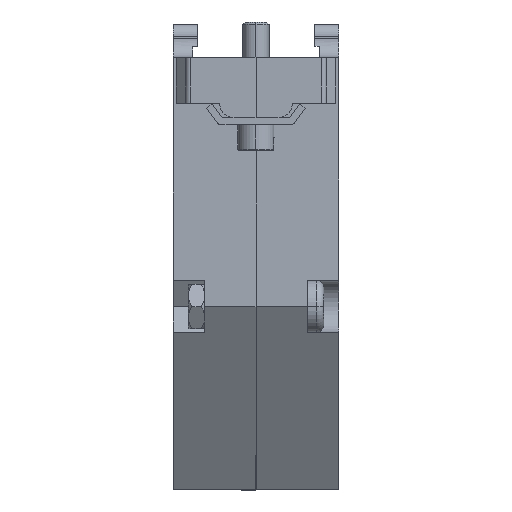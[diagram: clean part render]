
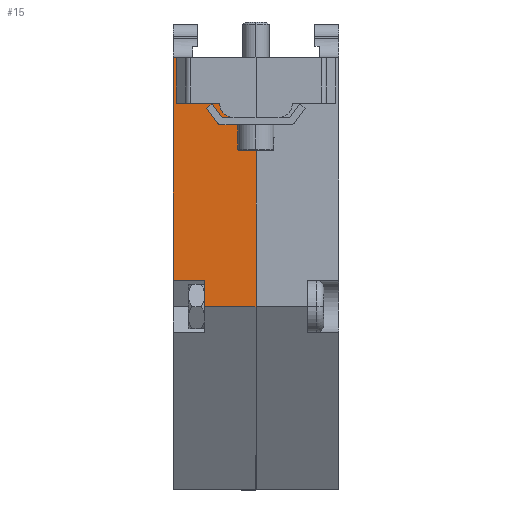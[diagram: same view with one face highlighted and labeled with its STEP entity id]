
A CAD part, left-side view. The second image highlights one B-rep face of the part: STEP entity #15.
In plain terms, the highlighted planar face has unit normal (-1, 0, 0).
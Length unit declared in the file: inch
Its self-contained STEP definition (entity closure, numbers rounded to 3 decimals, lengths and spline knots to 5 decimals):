
#8 = EDGE_CURVE ( 'NONE', #14, #7321, #2045, .T. ) ;
#10 = ORIENTED_EDGE ( 'NONE', *, *, #8, .T. ) ;
#14 = VERTEX_POINT ( 'NONE', #2092 ) ;
#15 = ADVANCED_FACE ( 'NONE', ( #2091 ), #2090, .F. ) ;
#17 = EDGE_CURVE ( 'NONE', #7090, #269, #2085, .T. ) ;
#128 = EDGE_CURVE ( 'NONE', #186, #14, #2288, .T. ) ;
#186 = VERTEX_POINT ( 'NONE', #2335 ) ;
#224 = VERTEX_POINT ( 'NONE', #2415 ) ;
#225 = ORIENTED_EDGE ( 'NONE', *, *, #233, .F. ) ;
#227 = VERTEX_POINT ( 'NONE', #2414 ) ;
#228 = ORIENTED_EDGE ( 'NONE', *, *, #232, .F. ) ;
#229 = VERTEX_POINT ( 'NONE', #2413 ) ;
#230 = EDGE_CURVE ( 'NONE', #7321, #224, #2412, .T. ) ;
#231 = ORIENTED_EDGE ( 'NONE', *, *, #235, .F. ) ;
#232 = EDGE_CURVE ( 'NONE', #229, #224, #2408, .T. ) ;
#233 = EDGE_CURVE ( 'NONE', #227, #229, #2404, .T. ) ;
#234 = ORIENTED_EDGE ( 'NONE', *, *, #7156, .F. ) ;
#235 = EDGE_CURVE ( 'NONE', #7098, #227, #2403, .T. ) ;
#236 = ORIENTED_EDGE ( 'NONE', *, *, #17, .T. ) ;
#237 = ORIENTED_EDGE ( 'NONE', *, *, #238, .T. ) ;
#238 = EDGE_CURVE ( 'NONE', #264, #186, #2459, .T. ) ;
#239 = ORIENTED_EDGE ( 'NONE', *, *, #281, .T. ) ;
#264 = VERTEX_POINT ( 'NONE', #2475 ) ;
#269 = VERTEX_POINT ( 'NONE', #2464 ) ;
#281 = EDGE_CURVE ( 'NONE', #269, #264, #2507, .T. ) ;
#2042 = DIRECTION ( 'NONE',  ( 0., 1., 0. ) ) ;
#2043 = VECTOR ( 'NONE', #2042, 39.37008 ) ;
#2044 = CARTESIAN_POINT ( 'NONE',  ( -0.81, 0.1235, 0.62045 ) ) ;
#2045 = LINE ( 'NONE', #2044, #2043 ) ;
#2082 = DIRECTION ( 'NONE',  ( 0., -1., 0. ) ) ;
#2083 = VECTOR ( 'NONE', #2082, 39.37008 ) ;
#2084 = CARTESIAN_POINT ( 'NONE',  ( -0.81, 0.1765, -0.245 ) ) ;
#2085 = LINE ( 'NONE', #2084, #2083 ) ;
#2086 = DIRECTION ( 'NONE',  ( 0., 0., -1. ) ) ;
#2087 = DIRECTION ( 'NONE',  ( 1., 0., 0. ) ) ;
#2088 = CARTESIAN_POINT ( 'NONE',  ( -0.81, 0.1765, -0.245 ) ) ;
#2089 = AXIS2_PLACEMENT_3D ( 'NONE', #2088, #2087, #2086 ) ;
#2090 = PLANE ( 'NONE',  #2089 ) ;
#2091 = FACE_OUTER_BOUND ( 'NONE', #7318, .T. ) ;
#2092 = CARTESIAN_POINT ( 'NONE',  ( -0.81, -0.0204, 0.62048 ) ) ;
#2285 = DIRECTION ( 'NONE',  ( 0., 0., 1. ) ) ;
#2286 = DIRECTION ( 'NONE',  ( 1., 0., 0. ) ) ;
#2287 = AXIS2_PLACEMENT_3D ( 'NONE', #2295, #2286, #2285 ) ;
#2288 = CIRCLE ( 'NONE', #2287, 0.06308 ) ;
#2295 = CARTESIAN_POINT ( 'NONE',  ( -0.81, -0.08345, 0.62268 ) ) ;
#2335 = CARTESIAN_POINT ( 'NONE',  ( -0.81, -0.08345, 0.5596 ) ) ;
#2400 = DIRECTION ( 'NONE',  ( 0., 0., 1. ) ) ;
#2401 = VECTOR ( 'NONE', #2400, 39.37008 ) ;
#2402 = CARTESIAN_POINT ( 'NONE',  ( -0.81, 0.1765, -0.245 ) ) ;
#2403 = LINE ( 'NONE', #2462, #2461 ) ;
#2404 = LINE ( 'NONE', #2402, #2401 ) ;
#2405 = DIRECTION ( 'NONE',  ( 0., -1., 0. ) ) ;
#2406 = VECTOR ( 'NONE', #2405, 39.37008 ) ;
#2407 = CARTESIAN_POINT ( 'NONE',  ( -0.81, 0.1765, 0.81545 ) ) ;
#2408 = LINE ( 'NONE', #2407, #2406 ) ;
#2409 = DIRECTION ( 'NONE',  ( 0., 0., 1. ) ) ;
#2410 = VECTOR ( 'NONE', #2409, 39.37008 ) ;
#2411 = CARTESIAN_POINT ( 'NONE',  ( -0.81, 0.1635, -0.245 ) ) ;
#2412 = LINE ( 'NONE', #2411, #2410 ) ;
#2413 = CARTESIAN_POINT ( 'NONE',  ( -0.81, 0.1765, 0.81545 ) ) ;
#2414 = CARTESIAN_POINT ( 'NONE',  ( -0.81, 0.1765, -0.1335 ) ) ;
#2415 = CARTESIAN_POINT ( 'NONE',  ( -0.81, 0.1635, 0.81545 ) ) ;
#2456 = DIRECTION ( 'NONE',  ( 0., 1., 0. ) ) ;
#2457 = VECTOR ( 'NONE', #2456, 39.37008 ) ;
#2458 = CARTESIAN_POINT ( 'NONE',  ( -0.81, -0.08345, 0.5596 ) ) ;
#2459 = LINE ( 'NONE', #2458, #2457 ) ;
#2460 = DIRECTION ( 'NONE',  ( 0., 1., 0. ) ) ;
#2461 = VECTOR ( 'NONE', #2460, 39.37008 ) ;
#2462 = CARTESIAN_POINT ( 'NONE',  ( -0.81, 0.0415, -0.1335 ) ) ;
#2464 = CARTESIAN_POINT ( 'NONE',  ( -0.81, -0.1765, -0.245 ) ) ;
#2475 = CARTESIAN_POINT ( 'NONE',  ( -0.81, -0.1765, 0.5596 ) ) ;
#2504 = DIRECTION ( 'NONE',  ( 0., 0., 1. ) ) ;
#2505 = VECTOR ( 'NONE', #2504, 39.37008 ) ;
#2506 = CARTESIAN_POINT ( 'NONE',  ( -0.81, -0.1765, -0.245 ) ) ;
#2507 = LINE ( 'NONE', #2506, #2505 ) ;
#5673 = CARTESIAN_POINT ( 'NONE',  ( -0.81, 0.0415, -0.1335 ) ) ;
#5678 = CARTESIAN_POINT ( 'NONE',  ( -0.81, 0.0415, -0.245 ) ) ;
#5720 = DIRECTION ( 'NONE',  ( 0., 0., 1. ) ) ;
#5721 = VECTOR ( 'NONE', #5720, 39.37008 ) ;
#5722 = CARTESIAN_POINT ( 'NONE',  ( -0.81, 0.0415, -0.245 ) ) ;
#5723 = LINE ( 'NONE', #5722, #5721 ) ;
#6038 = CARTESIAN_POINT ( 'NONE',  ( -0.81, 0.1635, 0.62045 ) ) ;
#7090 = VERTEX_POINT ( 'NONE', #5678 ) ;
#7098 = VERTEX_POINT ( 'NONE', #5673 ) ;
#7156 = EDGE_CURVE ( 'NONE', #7090, #7098, #5723, .T. ) ;
#7304 = ORIENTED_EDGE ( 'NONE', *, *, #128, .T. ) ;
#7313 = ORIENTED_EDGE ( 'NONE', *, *, #230, .T. ) ;
#7318 = EDGE_LOOP ( 'NONE', ( #10, #7313, #228, #225, #231, #234, #236, #239, #237, #7304 ) ) ;
#7321 = VERTEX_POINT ( 'NONE', #6038 ) ;
